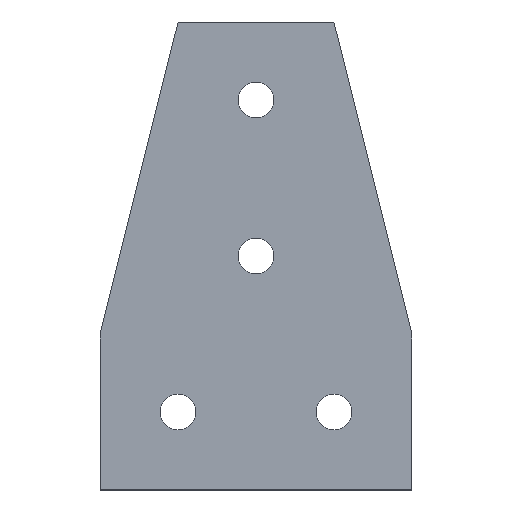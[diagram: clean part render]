
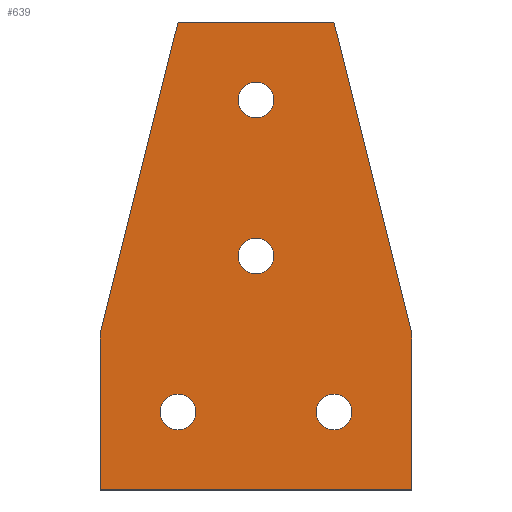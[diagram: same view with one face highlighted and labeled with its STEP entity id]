
A CAD part, top view. The second image highlights one B-rep face of the part: STEP entity #639.
In plain terms, the highlighted planar face has unit normal (0, 0, 1).
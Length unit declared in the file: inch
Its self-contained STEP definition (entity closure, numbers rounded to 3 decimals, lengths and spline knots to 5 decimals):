
#135=CARTESIAN_POINT('',(1.60051,0.00021,0.25));
#136=VERTEX_POINT('',#135);
#145=CARTESIAN_POINT('',(1.25851,0.00021,0.25));
#146=VERTEX_POINT('',#145);
#147=CARTESIAN_POINT('',(1.42951,0.00021,0.25));
#148=DIRECTION('',(0.0,0.0,-1.0));
#149=DIRECTION('',(1.0,0.0,0.0));
#150=AXIS2_PLACEMENT_3D('',#147,#148,#149);
#151=CIRCLE('',#150,0.171);
#152=EDGE_CURVE('',#146,#136,#151,.T.);
#177=CARTESIAN_POINT('',(0.85051,1.50021,0.25));
#178=VERTEX_POINT('',#177);
#187=CARTESIAN_POINT('',(0.50851,1.50021,0.25));
#188=VERTEX_POINT('',#187);
#189=CARTESIAN_POINT('',(0.67951,1.50021,0.25));
#190=DIRECTION('',(0.0,0.0,-1.0));
#191=DIRECTION('',(1.0,0.0,0.0));
#192=AXIS2_PLACEMENT_3D('',#189,#190,#191);
#193=CIRCLE('',#192,0.171);
#194=EDGE_CURVE('',#188,#178,#193,.T.);
#219=CARTESIAN_POINT('',(0.85051,3.00021,0.25));
#220=VERTEX_POINT('',#219);
#229=CARTESIAN_POINT('',(0.50851,3.00021,0.25));
#230=VERTEX_POINT('',#229);
#231=CARTESIAN_POINT('',(0.67951,3.00021,0.25));
#232=DIRECTION('',(0.0,0.0,-1.0));
#233=DIRECTION('',(1.0,0.0,0.0));
#234=AXIS2_PLACEMENT_3D('',#231,#232,#233);
#235=CIRCLE('',#234,0.171);
#236=EDGE_CURVE('',#230,#220,#235,.T.);
#261=CARTESIAN_POINT('',(0.10051,0.00021,0.25));
#262=VERTEX_POINT('',#261);
#271=CARTESIAN_POINT('',(-0.24149,0.00021,0.25));
#272=VERTEX_POINT('',#271);
#273=CARTESIAN_POINT('',(-0.07049,0.00021,0.25));
#274=DIRECTION('',(0.0,0.0,-1.0));
#275=DIRECTION('',(1.0,0.0,0.0));
#276=AXIS2_PLACEMENT_3D('',#273,#274,#275);
#277=CIRCLE('',#276,0.171);
#278=EDGE_CURVE('',#272,#262,#277,.T.);
#312=CARTESIAN_POINT('',(-0.07049,0.00021,0.25));
#313=DIRECTION('',(0.0,0.0,-1.0));
#314=DIRECTION('',(1.0,0.0,0.0));
#315=AXIS2_PLACEMENT_3D('',#312,#313,#314);
#316=CIRCLE('',#315,0.171);
#317=EDGE_CURVE('',#262,#272,#316,.T.);
#336=CARTESIAN_POINT('',(0.67951,3.00021,0.25));
#337=DIRECTION('',(0.0,0.0,-1.0));
#338=DIRECTION('',(1.0,0.0,0.0));
#339=AXIS2_PLACEMENT_3D('',#336,#337,#338);
#340=CIRCLE('',#339,0.171);
#341=EDGE_CURVE('',#220,#230,#340,.T.);
#360=CARTESIAN_POINT('',(0.67951,1.50021,0.25));
#361=DIRECTION('',(0.0,0.0,-1.0));
#362=DIRECTION('',(1.0,0.0,0.0));
#363=AXIS2_PLACEMENT_3D('',#360,#361,#362);
#364=CIRCLE('',#363,0.171);
#365=EDGE_CURVE('',#178,#188,#364,.T.);
#384=CARTESIAN_POINT('',(1.42951,0.00021,0.25));
#385=DIRECTION('',(0.0,0.0,-1.0));
#386=DIRECTION('',(1.0,0.0,0.0));
#387=AXIS2_PLACEMENT_3D('',#384,#385,#386);
#388=CIRCLE('',#387,0.171);
#389=EDGE_CURVE('',#136,#146,#388,.T.);
#399=CARTESIAN_POINT('',(-0.82049,-0.74979,0.25));
#400=VERTEX_POINT('',#399);
#401=CARTESIAN_POINT('',(-0.82049,0.75021,0.25));
#402=VERTEX_POINT('',#401);
#403=CARTESIAN_POINT('',(-0.82049,-0.74979,0.25));
#404=DIRECTION('',(0.0,1.0,0.0));
#405=VECTOR('',#404,1.5);
#406=LINE('',#403,#405);
#407=EDGE_CURVE('',#400,#402,#406,.T.);
#439=CARTESIAN_POINT('',(-0.07049,3.75021,0.25));
#440=VERTEX_POINT('',#439);
#441=CARTESIAN_POINT('',(-0.82049,0.75021,0.25));
#442=DIRECTION('',(0.243,0.97,0.0));
#443=VECTOR('',#442,3.09233);
#444=LINE('',#441,#443);
#445=EDGE_CURVE('',#402,#440,#444,.T.);
#470=CARTESIAN_POINT('',(1.42951,3.75021,0.25));
#471=VERTEX_POINT('',#470);
#472=CARTESIAN_POINT('',(-0.07049,3.75021,0.25));
#473=DIRECTION('',(1.0,0.0,0.0));
#474=VECTOR('',#473,1.5);
#475=LINE('',#472,#474);
#476=EDGE_CURVE('',#440,#471,#475,.T.);
#501=CARTESIAN_POINT('',(2.17951,0.75021,0.25));
#502=VERTEX_POINT('',#501);
#503=CARTESIAN_POINT('',(1.42951,3.75021,0.25));
#504=DIRECTION('',(0.243,-0.97,0.0));
#505=VECTOR('',#504,3.09233);
#506=LINE('',#503,#505);
#507=EDGE_CURVE('',#471,#502,#506,.T.);
#532=CARTESIAN_POINT('',(2.17951,-0.74979,0.25));
#533=VERTEX_POINT('',#532);
#534=CARTESIAN_POINT('',(2.17951,0.75021,0.25));
#535=DIRECTION('',(0.0,-1.0,0.0));
#536=VECTOR('',#535,1.5);
#537=LINE('',#534,#536);
#538=EDGE_CURVE('',#502,#533,#537,.T.);
#563=CARTESIAN_POINT('',(2.17951,-0.74979,0.25));
#564=DIRECTION('',(-1.0,0.0,0.0));
#565=VECTOR('',#564,3.0);
#566=LINE('',#563,#565);
#567=EDGE_CURVE('',#533,#400,#566,.T.);
#610=CARTESIAN_POINT('',(-0.82049,-0.74979,0.25));
#611=DIRECTION('',(0.0,0.0,-1.0));
#612=DIRECTION('',(-1.0,0.0,0.0));
#613=AXIS2_PLACEMENT_3D('',#610,#611,#612);
#614=PLANE('',#613);
#615=ORIENTED_EDGE('',*,*,#407,.F.);
#616=ORIENTED_EDGE('',*,*,#567,.F.);
#617=ORIENTED_EDGE('',*,*,#538,.F.);
#618=ORIENTED_EDGE('',*,*,#507,.F.);
#619=ORIENTED_EDGE('',*,*,#476,.F.);
#620=ORIENTED_EDGE('',*,*,#445,.F.);
#621=EDGE_LOOP('',(#615,#616,#617,#618,#619,#620));
#622=FACE_OUTER_BOUND('',#621,.T.);
#623=ORIENTED_EDGE('',*,*,#317,.T.);
#624=ORIENTED_EDGE('',*,*,#278,.T.);
#625=EDGE_LOOP('',(#623,#624));
#626=FACE_BOUND('',#625,.T.);
#627=ORIENTED_EDGE('',*,*,#341,.T.);
#628=ORIENTED_EDGE('',*,*,#236,.T.);
#629=EDGE_LOOP('',(#627,#628));
#630=FACE_BOUND('',#629,.T.);
#631=ORIENTED_EDGE('',*,*,#365,.T.);
#632=ORIENTED_EDGE('',*,*,#194,.T.);
#633=EDGE_LOOP('',(#631,#632));
#634=FACE_BOUND('',#633,.T.);
#635=ORIENTED_EDGE('',*,*,#389,.T.);
#636=ORIENTED_EDGE('',*,*,#152,.T.);
#637=EDGE_LOOP('',(#635,#636));
#638=FACE_BOUND('',#637,.T.);
#639=ADVANCED_FACE('',(#622,#626,#630,#634,#638),#614,.F.);
